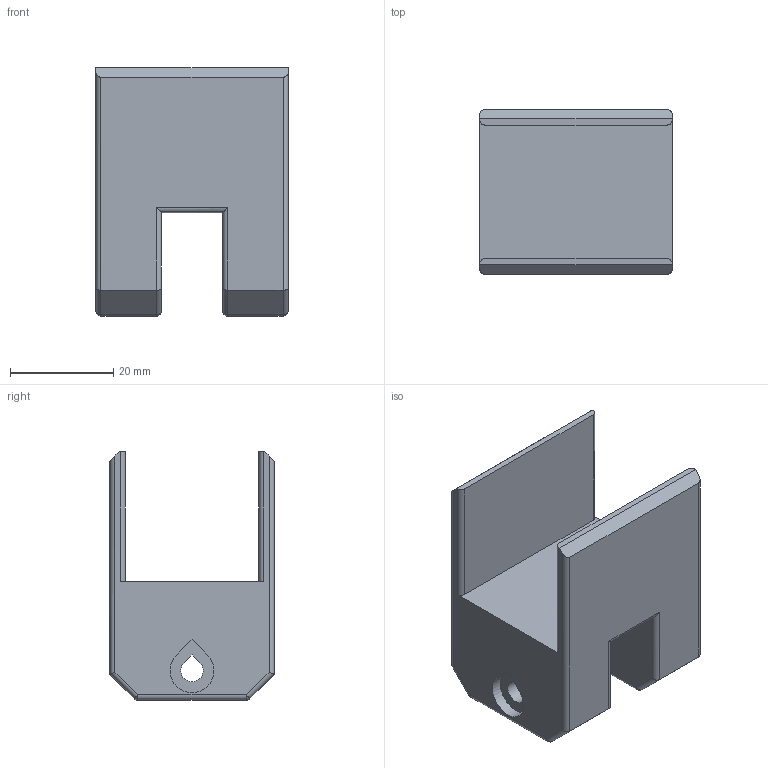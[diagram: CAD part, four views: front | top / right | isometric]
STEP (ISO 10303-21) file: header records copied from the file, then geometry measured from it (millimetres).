
FILE_DESCRIPTION(/* description */ (''),/* implementation_level */ '2;1');
FILE_NAME(/* name */ 'DeskStabilizer.step',/* time_stamp */ '2026-03-13T20:06:11+01:00',/* author */ (''),/* organization */ (''),/* preprocessor_version */ 'ST-DEVELOPER v20.1',/* originating_system */ 'Autodesk Translation Framework v14.24.0.0',/* authorisation */ '');
FILE_SCHEMA (('AUTOMOTIVE_DESIGN { 1 0 10303 214 3 1 1 }'));
Length unit declared in the file: millimetre
Products named in the file (1): DeskStabilizer
Bounding box: 37.2 x 31.8 x 48 mm (x, y, z)
Volume: 23801.1 mm3; surface area: 10182.5 mm2
Topology: 1 solids, 1 shells, 78 faces, 183 edges, 109 vertices
Faces by surface type: plane 36, cylinder 33, sphere 8, cone 1
Entity records: 2231 total; most frequent: DIRECTION 396, CARTESIAN_POINT 371, ORIENTED_EDGE 366, EDGE_CURVE 183, AXIS2_PLACEMENT_3D 134, LINE 128, VECTOR 128, VERTEX_POINT 109
